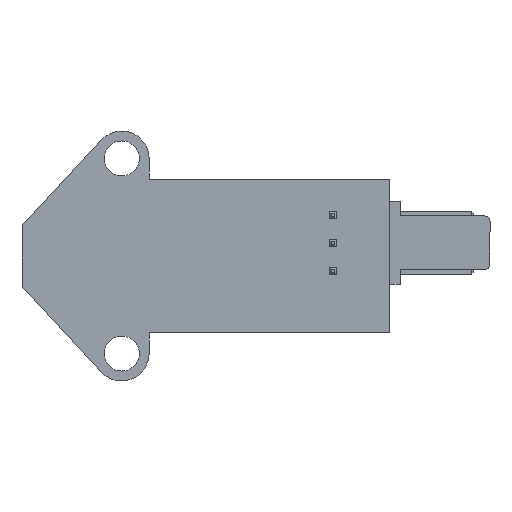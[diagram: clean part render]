
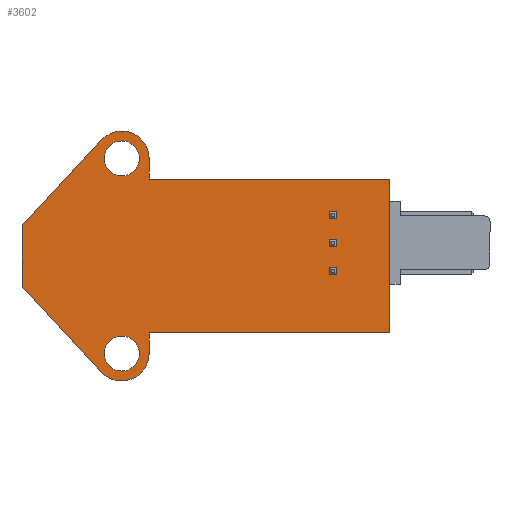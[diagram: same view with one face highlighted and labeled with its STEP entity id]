
A CAD part, front view. The second image highlights one B-rep face of the part: STEP entity #3602.
In plain terms, the highlighted planar face has unit normal (0, -1, 0).
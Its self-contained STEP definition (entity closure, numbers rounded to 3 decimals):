
#20 = LINE ( 'NONE', #215, #4813 ) ;
#65 = CARTESIAN_POINT ( 'NONE',  ( -5.15, 0., 7. ) ) ;
#134 = LINE ( 'NONE', #673, #1362 ) ;
#153 = EDGE_CURVE ( 'NONE', #1950, #1879, #3901, .T. ) ;
#167 = ORIENTED_EDGE ( 'NONE', *, *, #2164, .F. ) ;
#171 = DIRECTION ( 'NONE',  ( 0., 1., 0. ) ) ;
#215 = CARTESIAN_POINT ( 'NONE',  ( -5.15, 0., -7. ) ) ;
#222 = DIRECTION ( 'NONE',  ( 0., 0., 1. ) ) ;
#236 = ORIENTED_EDGE ( 'NONE', *, *, #4647, .F. ) ;
#244 = CARTESIAN_POINT ( 'NONE',  ( -9.485, 0., -10.598 ) ) ;
#246 = CARTESIAN_POINT ( 'NONE',  ( -7.65, 0., -11.4 ) ) ;
#311 = VERTEX_POINT ( 'NONE', #246 ) ;
#345 = VECTOR ( 'NONE', #2790, 1000. ) ;
#385 = ORIENTED_EDGE ( 'NONE', *, *, #4002, .T. ) ;
#462 = CARTESIAN_POINT ( 'NONE',  ( -5.15, 0., -8.9 ) ) ;
#486 = LINE ( 'NONE', #65, #345 ) ;
#513 = ORIENTED_EDGE ( 'NONE', *, *, #3551, .F. ) ;
#548 = LINE ( 'NONE', #5510, #2829 ) ;
#594 = VERTEX_POINT ( 'NONE', #1823 ) ;
#595 = EDGE_LOOP ( 'NONE', ( #5438, #2669, #167, #2719, #3288, #5383, #3612, #513, #5389, #2300, #236 ) ) ;
#647 = AXIS2_PLACEMENT_3D ( 'NONE', #2890, #171, #3337 ) ;
#673 = CARTESIAN_POINT ( 'NONE',  ( -16.75, 0., -2.75 ) ) ;
#696 = LINE ( 'NONE', #244, #2966 ) ;
#724 = VERTEX_POINT ( 'NONE', #462 ) ;
#759 = EDGE_CURVE ( 'NONE', #1068, #5366, #486, .T. ) ;
#772 = AXIS2_PLACEMENT_3D ( 'NONE', #4018, #1331, #4456 ) ;
#811 = EDGE_CURVE ( 'NONE', #3995, #5805, #548, .T. ) ;
#817 = DIRECTION ( 'NONE',  ( 0., 1., 0. ) ) ;
#875 = CARTESIAN_POINT ( 'NONE',  ( 16.75, 0., 7. ) ) ;
#896 = VECTOR ( 'NONE', #5566, 1000. ) ;
#992 = DIRECTION ( 'NONE',  ( 0., 1., 0. ) ) ;
#1039 = DIRECTION ( 'NONE',  ( 0.679, 0., 0.734 ) ) ;
#1068 = VERTEX_POINT ( 'NONE', #4809 ) ;
#1216 = CARTESIAN_POINT ( 'NONE',  ( -7.65, 0., 10.5 ) ) ;
#1283 = CIRCLE ( 'NONE', #647, 1.6 ) ;
#1331 = DIRECTION ( 'NONE',  ( 0., 1., 0. ) ) ;
#1361 = CARTESIAN_POINT ( 'NONE',  ( -7.65, 0., -8.9 ) ) ;
#1362 = VECTOR ( 'NONE', #3385, 1000. ) ;
#1407 = EDGE_CURVE ( 'NONE', #3090, #1068, #2013, .T. ) ;
#1408 = CARTESIAN_POINT ( 'NONE',  ( -9.485, 0., -10.598 ) ) ;
#1412 = FACE_BOUND ( 'NONE', #3341, .T. ) ;
#1550 = FACE_BOUND ( 'NONE', #4255, .T. ) ;
#1561 = EDGE_CURVE ( 'NONE', #4951, #594, #5627, .T. ) ;
#1576 = CARTESIAN_POINT ( 'NONE',  ( -5.15, 0., 8.9 ) ) ;
#1738 = DIRECTION ( 'NONE',  ( 0., 1., 0. ) ) ;
#1767 = EDGE_CURVE ( 'NONE', #594, #4951, #5771, .T. ) ;
#1823 = CARTESIAN_POINT ( 'NONE',  ( -7.65, 0., -7.3 ) ) ;
#1826 = DIRECTION ( 'NONE',  ( 0., 0., 1. ) ) ;
#1863 = CARTESIAN_POINT ( 'NONE',  ( -5.15, 0., -7. ) ) ;
#1879 = VERTEX_POINT ( 'NONE', #4165 ) ;
#1950 = VERTEX_POINT ( 'NONE', #4203 ) ;
#2013 = LINE ( 'NONE', #2433, #5417 ) ;
#2053 = DIRECTION ( 'NONE',  ( 0., 0., -1. ) ) ;
#2130 = CARTESIAN_POINT ( 'NONE',  ( -7.65, 0., -8.9 ) ) ;
#2164 = EDGE_CURVE ( 'NONE', #4830, #2649, #696, .T. ) ;
#2192 = VERTEX_POINT ( 'NONE', #1216 ) ;
#2229 = EDGE_CURVE ( 'NONE', #311, #4830, #5398, .T. ) ;
#2300 = ORIENTED_EDGE ( 'NONE', *, *, #1407, .F. ) ;
#2303 = ORIENTED_EDGE ( 'NONE', *, *, #1561, .T. ) ;
#2304 = AXIS2_PLACEMENT_3D ( 'NONE', #4403, #1738, #4846 ) ;
#2394 = AXIS2_PLACEMENT_3D ( 'NONE', #2130, #5229, #2569 ) ;
#2433 = CARTESIAN_POINT ( 'NONE',  ( -5.15, 0., 8.9 ) ) ;
#2438 = AXIS2_PLACEMENT_3D ( 'NONE', #3512, #817, #3965 ) ;
#2458 = CARTESIAN_POINT ( 'NONE',  ( 16.75, 0., 7. ) ) ;
#2498 = PLANE ( 'NONE',  #5576 ) ;
#2556 = CARTESIAN_POINT ( 'NONE',  ( -7.65, 0., 7.3 ) ) ;
#2569 = DIRECTION ( 'NONE',  ( 0., 0., 1. ) ) ;
#2649 = VERTEX_POINT ( 'NONE', #4737 ) ;
#2669 = ORIENTED_EDGE ( 'NONE', *, *, #5600, .F. ) ;
#2715 = VECTOR ( 'NONE', #1039, 1000. ) ;
#2719 = ORIENTED_EDGE ( 'NONE', *, *, #2229, .F. ) ;
#2784 = CARTESIAN_POINT ( 'NONE',  ( 16.75, 0., -7. ) ) ;
#2790 = DIRECTION ( 'NONE',  ( 1., 0., 0. ) ) ;
#2821 = DIRECTION ( 'NONE',  ( -1., 0., 0. ) ) ;
#2829 = VECTOR ( 'NONE', #2821, 1000. ) ;
#2854 = EDGE_CURVE ( 'NONE', #724, #311, #4027, .T. ) ;
#2890 = CARTESIAN_POINT ( 'NONE',  ( -7.65, 0., 8.9 ) ) ;
#2947 = DIRECTION ( 'NONE',  ( 0., 1., 0. ) ) ;
#2966 = VECTOR ( 'NONE', #5680, 1000. ) ;
#3067 = EDGE_CURVE ( 'NONE', #2192, #4527, #1283, .T. ) ;
#3090 = VERTEX_POINT ( 'NONE', #1576 ) ;
#3288 = ORIENTED_EDGE ( 'NONE', *, *, #2854, .F. ) ;
#3337 = DIRECTION ( 'NONE',  ( 0., 0., 1. ) ) ;
#3341 = EDGE_LOOP ( 'NONE', ( #3618, #385 ) ) ;
#3347 = DIRECTION ( 'NONE',  ( 0., 0., -1. ) ) ;
#3385 = DIRECTION ( 'NONE',  ( 0., 0., 1. ) ) ;
#3512 = CARTESIAN_POINT ( 'NONE',  ( -7.65, 0., -8.9 ) ) ;
#3551 = EDGE_CURVE ( 'NONE', #5366, #3995, #4356, .T. ) ;
#3602 = ADVANCED_FACE ( 'NONE', ( #1412, #1550, #4964 ), #2498, .F. ) ;
#3612 = ORIENTED_EDGE ( 'NONE', *, *, #811, .F. ) ;
#3618 = ORIENTED_EDGE ( 'NONE', *, *, #3067, .T. ) ;
#3694 = CARTESIAN_POINT ( 'NONE',  ( -7.65, 0., 8.9 ) ) ;
#3773 = CARTESIAN_POINT ( 'NONE',  ( -7.65, 0., -10.5 ) ) ;
#3901 = LINE ( 'NONE', #5031, #2715 ) ;
#3965 = DIRECTION ( 'NONE',  ( 0., 0., 1. ) ) ;
#3995 = VERTEX_POINT ( 'NONE', #2784 ) ;
#4002 = EDGE_CURVE ( 'NONE', #4527, #2192, #5738, .T. ) ;
#4018 = CARTESIAN_POINT ( 'NONE',  ( -7.65, 0., -8.9 ) ) ;
#4027 = CIRCLE ( 'NONE', #772, 2.5 ) ;
#4147 = DIRECTION ( 'NONE',  ( 0., 0., 1. ) ) ;
#4165 = CARTESIAN_POINT ( 'NONE',  ( -9.485, 0., 10.598 ) ) ;
#4203 = CARTESIAN_POINT ( 'NONE',  ( -16.75, 0., 2.75 ) ) ;
#4207 = EDGE_CURVE ( 'NONE', #5805, #724, #20, .T. ) ;
#4255 = EDGE_LOOP ( 'NONE', ( #5251, #2303 ) ) ;
#4276 = CARTESIAN_POINT ( 'NONE',  ( -7.65, 0., 8.9 ) ) ;
#4356 = LINE ( 'NONE', #2458, #896 ) ;
#4403 = CARTESIAN_POINT ( 'NONE',  ( -7.65, 0., 8.9 ) ) ;
#4456 = DIRECTION ( 'NONE',  ( 0., 0., 1. ) ) ;
#4488 = DIRECTION ( 'NONE',  ( 0., 1., 0. ) ) ;
#4527 = VERTEX_POINT ( 'NONE', #2556 ) ;
#4647 = EDGE_CURVE ( 'NONE', #1879, #3090, #4868, .T. ) ;
#4737 = CARTESIAN_POINT ( 'NONE',  ( -16.75, 0., -2.75 ) ) ;
#4809 = CARTESIAN_POINT ( 'NONE',  ( -5.15, 0., 7. ) ) ;
#4813 = VECTOR ( 'NONE', #2053, 1000. ) ;
#4830 = VERTEX_POINT ( 'NONE', #1408 ) ;
#4846 = DIRECTION ( 'NONE',  ( 0., 0., 1. ) ) ;
#4868 = CIRCLE ( 'NONE', #2304, 2.5 ) ;
#4951 = VERTEX_POINT ( 'NONE', #3773 ) ;
#4964 = FACE_OUTER_BOUND ( 'NONE', #595, .T. ) ;
#5031 = CARTESIAN_POINT ( 'NONE',  ( -16.75, 0., 2.75 ) ) ;
#5229 = DIRECTION ( 'NONE',  ( 0., 1., 0. ) ) ;
#5245 = AXIS2_PLACEMENT_3D ( 'NONE', #3694, #992, #4147 ) ;
#5251 = ORIENTED_EDGE ( 'NONE', *, *, #1767, .T. ) ;
#5267 = AXIS2_PLACEMENT_3D ( 'NONE', #1361, #4488, #1826 ) ;
#5366 = VERTEX_POINT ( 'NONE', #875 ) ;
#5383 = ORIENTED_EDGE ( 'NONE', *, *, #4207, .F. ) ;
#5389 = ORIENTED_EDGE ( 'NONE', *, *, #759, .F. ) ;
#5398 = CIRCLE ( 'NONE', #2438, 2.5 ) ;
#5417 = VECTOR ( 'NONE', #3347, 1000. ) ;
#5438 = ORIENTED_EDGE ( 'NONE', *, *, #153, .F. ) ;
#5510 = CARTESIAN_POINT ( 'NONE',  ( 16.75, 0., -7. ) ) ;
#5566 = DIRECTION ( 'NONE',  ( 0., 0., -1. ) ) ;
#5576 = AXIS2_PLACEMENT_3D ( 'NONE', #4276, #2947, #222 ) ;
#5600 = EDGE_CURVE ( 'NONE', #2649, #1950, #134, .T. ) ;
#5627 = CIRCLE ( 'NONE', #2394, 1.6 ) ;
#5680 = DIRECTION ( 'NONE',  ( -0.679, 0., 0.734 ) ) ;
#5738 = CIRCLE ( 'NONE', #5245, 1.6 ) ;
#5771 = CIRCLE ( 'NONE', #5267, 1.6 ) ;
#5805 = VERTEX_POINT ( 'NONE', #1863 ) ;
